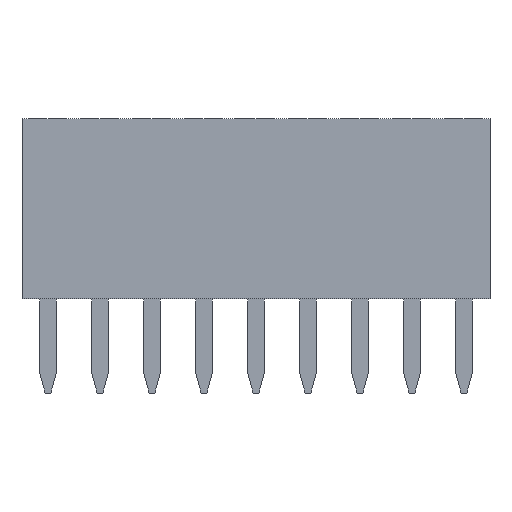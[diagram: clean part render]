
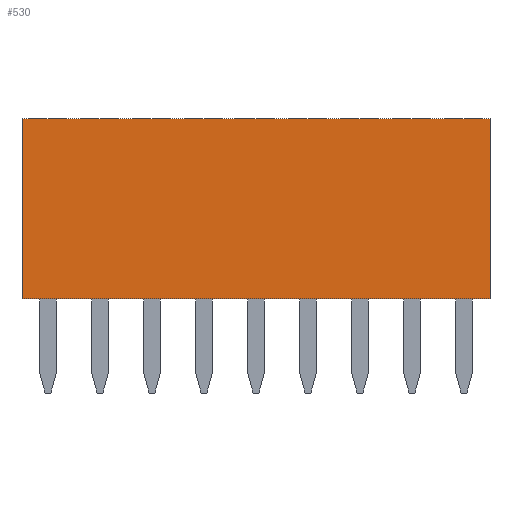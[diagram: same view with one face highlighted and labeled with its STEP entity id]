
A CAD part, front view. The second image highlights one B-rep face of the part: STEP entity #530.
In plain terms, the highlighted planar face has unit normal (0, -1, 0).
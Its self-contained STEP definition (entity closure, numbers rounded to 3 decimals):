
#530=ADVANCED_FACE('',(#5574),#5576,.T.);
#5574=FACE_BOUND('',#5575,.T.);
#5575=EDGE_LOOP('',(#9555,#9556,#9557,#9558));
#5576=PLANE('',#5577);
#5577=AXIS2_PLACEMENT_3D('',#5578,#5579,#5580);
#5578=CARTESIAN_POINT('',(-0.635,-0.9,0.));
#5579=DIRECTION('',(0.,-1.,0.));
#5580=DIRECTION('',(1.,0.,0.));
#9555=ORIENTED_EDGE('',*,*,#12354,.T.);
#9556=ORIENTED_EDGE('',*,*,#12432,.T.);
#9557=ORIENTED_EDGE('',*,*,#12433,.F.);
#9558=ORIENTED_EDGE('',*,*,#12359,.F.);
#12354=EDGE_CURVE('',#13935,#13933,#13936,.T.);
#12359=EDGE_CURVE('',#13935,#13943,#13944,.T.);
#12432=EDGE_CURVE('',#13933,#14054,#14056,.T.);
#12433=EDGE_CURVE('',#13943,#14054,#14057,.T.);
#13933=VERTEX_POINT('',#16557);
#13935=VERTEX_POINT('',#16561);
#13936=LINE('',#16562,#16563);
#13943=VERTEX_POINT('',#16579);
#13944=LINE('',#16580,#16581);
#14054=VERTEX_POINT('',#16834);
#14056=LINE('',#16838,#16839);
#14057=LINE('',#16841,#16842);
#16557=CARTESIAN_POINT('',(10.795,-0.9,0.));
#16561=CARTESIAN_POINT('',(-0.635,-0.9,0.));
#16562=CARTESIAN_POINT('',(-0.635,-0.9,0.));
#16563=VECTOR('',#16564,1.);
#16564=DIRECTION('',(1.,0.,0.));
#16579=CARTESIAN_POINT('',(-0.635,-0.9,4.4));
#16580=CARTESIAN_POINT('',(-0.635,-0.9,0.));
#16581=VECTOR('',#16582,1.);
#16582=DIRECTION('',(0.,0.,1.));
#16834=CARTESIAN_POINT('',(10.795,-0.9,4.4));
#16838=CARTESIAN_POINT('',(10.795,-0.9,0.));
#16839=VECTOR('',#16840,1.);
#16840=DIRECTION('',(0.,0.,1.));
#16841=CARTESIAN_POINT('',(-0.635,-0.9,4.4));
#16842=VECTOR('',#16843,1.);
#16843=DIRECTION('',(1.,0.,0.));
